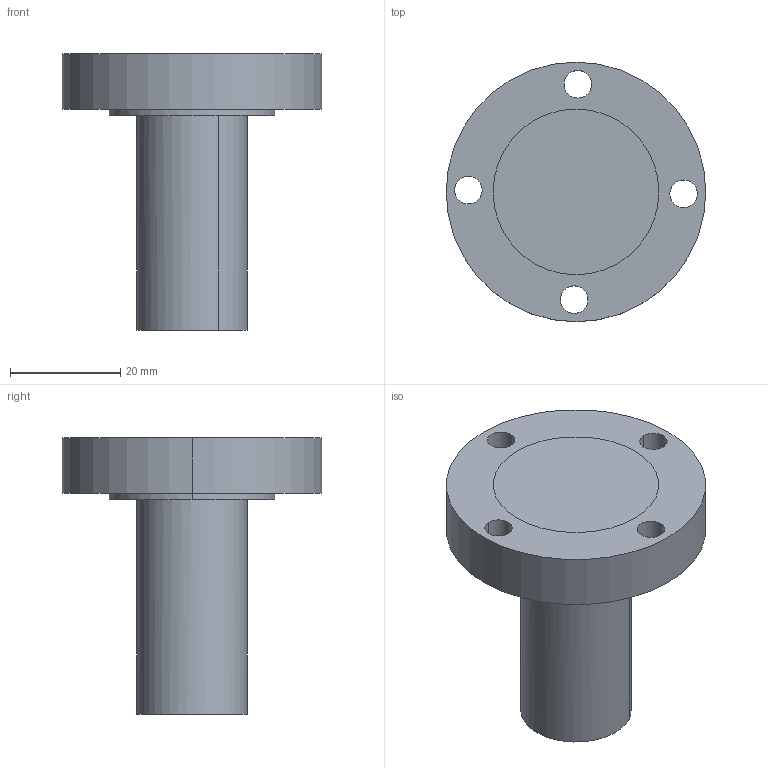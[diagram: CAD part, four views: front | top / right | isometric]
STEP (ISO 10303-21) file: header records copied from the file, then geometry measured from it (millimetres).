
FILE_DESCRIPTION(('CATIA V5 STEP Exchange'),'2;1');
FILE_NAME('Vira Sanat Stack Mold 5Axis Top Robot-037-shaft 2.3.stp','2022-11-12T08:21:17+00:00',('none'),('none'),'CATIA Version 5 Release 21 GA (IN-10)','CATIA V5 STEP AP203','none');
FILE_SCHEMA(('CONFIG_CONTROL_DESIGN'));
Length unit declared in the file: millimetre
Products named in the file (1): Vira Sanat Stack Mold 5Axis Top Robot-037-shaft 2.3
Bounding box: 47 x 47 x 50 mm (x, y, z)
Volume: 29601.6 mm3; surface area: 7968.6 mm2
Topology: 1 solids, 1 shells, 19 faces, 44 edges, 30 vertices
Faces by surface type: cylinder 14, plane 5
Entity records: 581 total; most frequent: CARTESIAN_POINT 115, ORIENTED_EDGE 88, DIRECTION 66, EDGE_CURVE 44, AXIS2_PLACEMENT_3D 41, EDGE_LOOP 30, VERTEX_POINT 30, CIRCLE 28
